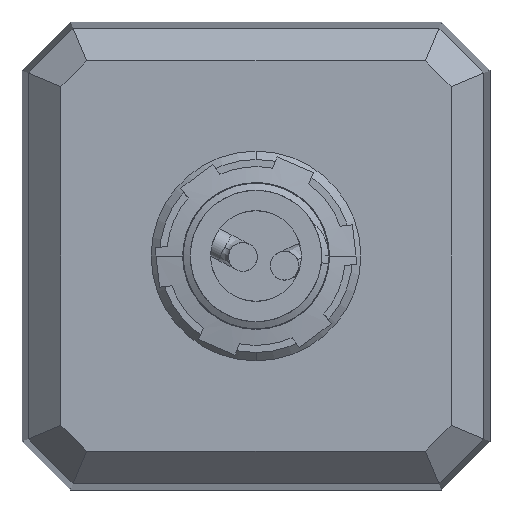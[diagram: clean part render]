
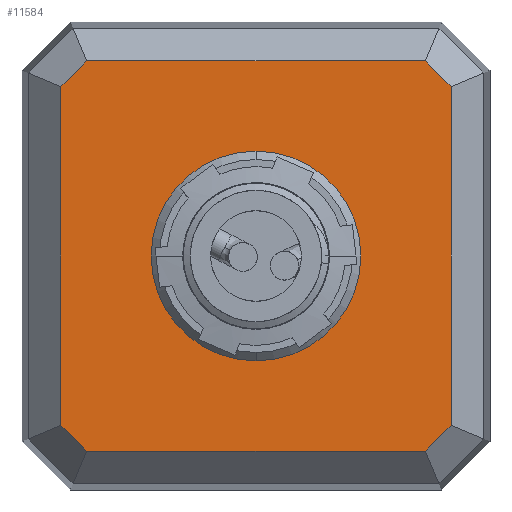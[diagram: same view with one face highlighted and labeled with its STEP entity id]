
A CAD part, front view. The second image highlights one B-rep face of the part: STEP entity #11584.
In plain terms, the highlighted planar face has unit normal (0, -1, 0).
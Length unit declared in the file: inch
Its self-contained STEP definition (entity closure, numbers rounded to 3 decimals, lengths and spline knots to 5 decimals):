
#303 = CARTESIAN_POINT ( 'NONE',  ( -1.3068, 0., 1.395 ) ) ;
#415 = DIRECTION ( 'NONE',  ( 0.707, 0., -0.707 ) ) ;
#607 = LINE ( 'NONE', #9228, #11822 ) ;
#1150 = VECTOR ( 'NONE', #3822, 39.37008 ) ;
#1225 = EDGE_CURVE ( 'NONE', #11529, #16481, #8139, .T. ) ;
#1316 = ORIENTED_EDGE ( 'NONE', *, *, #2424, .F. ) ;
#1398 = CARTESIAN_POINT ( 'NONE',  ( -1.395, 0., -1.21153 ) ) ;
#2115 = DIRECTION ( 'NONE',  ( 0., 0., -1. ) ) ;
#2424 = EDGE_CURVE ( 'NONE', #11406, #8029, #14119, .T. ) ;
#2529 = EDGE_LOOP ( 'NONE', ( #17339, #18347 ) ) ;
#2682 = VECTOR ( 'NONE', #9044, 39.37008 ) ;
#2847 = FACE_OUTER_BOUND ( 'NONE', #14795, .T. ) ;
#3010 = ORIENTED_EDGE ( 'NONE', *, *, #1225, .F. ) ;
#3567 = VERTEX_POINT ( 'NONE', #1398 ) ;
#3764 = VECTOR ( 'NONE', #2115, 39.37008 ) ;
#3822 = DIRECTION ( 'NONE',  ( 0., 0., 1. ) ) ;
#3866 = CARTESIAN_POINT ( 'NONE',  ( -1.395, 0., 1.21153 ) ) ;
#4321 = CARTESIAN_POINT ( 'NONE',  ( 0., 0., 0. ) ) ;
#5084 = CIRCLE ( 'NONE', #5577, 0.75 ) ;
#5110 = EDGE_CURVE ( 'NONE', #14995, #3567, #16813, .T. ) ;
#5288 = AXIS2_PLACEMENT_3D ( 'NONE', #4321, #5805, #16137 ) ;
#5317 = CARTESIAN_POINT ( 'NONE',  ( 0., 0., 0.75 ) ) ;
#5449 = CIRCLE ( 'NONE', #14154, 0.75 ) ;
#5577 = AXIS2_PLACEMENT_3D ( 'NONE', #8499, #18807, #9964 ) ;
#5709 = EDGE_CURVE ( 'NONE', #3567, #11406, #16793, .T. ) ;
#5805 = DIRECTION ( 'NONE',  ( 0., 1., 0. ) ) ;
#6131 = VECTOR ( 'NONE', #12009, 39.37008 ) ;
#6270 = VECTOR ( 'NONE', #6674, 39.37008 ) ;
#6620 = ORIENTED_EDGE ( 'NONE', *, *, #5110, .F. ) ;
#6674 = DIRECTION ( 'NONE',  ( 0.707, 0., 0.707 ) ) ;
#6725 = CARTESIAN_POINT ( 'NONE',  ( -1.395, 0., 0. ) ) ;
#7698 = CARTESIAN_POINT ( 'NONE',  ( 0., 0., -1.395 ) ) ;
#8029 = VERTEX_POINT ( 'NONE', #18825 ) ;
#8139 = LINE ( 'NONE', #12374, #3764 ) ;
#8174 = CARTESIAN_POINT ( 'NONE',  ( 0., 0., 0. ) ) ;
#8499 = CARTESIAN_POINT ( 'NONE',  ( 0., 0., 0. ) ) ;
#9028 = VERTEX_POINT ( 'NONE', #5317 ) ;
#9044 = DIRECTION ( 'NONE',  ( 1., 0., 0. ) ) ;
#9047 = ORIENTED_EDGE ( 'NONE', *, *, #18984, .F. ) ;
#9228 = CARTESIAN_POINT ( 'NONE',  ( 1.21153, 0., 1.395 ) ) ;
#9512 = ORIENTED_EDGE ( 'NONE', *, *, #5709, .F. ) ;
#9563 = CARTESIAN_POINT ( 'NONE',  ( 1.21153, 0., 1.395 ) ) ;
#9569 = LINE ( 'NONE', #7698, #6131 ) ;
#9634 = CARTESIAN_POINT ( 'NONE',  ( -1.395, 0., 1.21153 ) ) ;
#9645 = DIRECTION ( 'NONE',  ( 0., 0., 1. ) ) ;
#9766 = CARTESIAN_POINT ( 'NONE',  ( -1.21153, 0., -1.395 ) ) ;
#9964 = DIRECTION ( 'NONE',  ( 0., 0., 1. ) ) ;
#10021 = LINE ( 'NONE', #303, #2682 ) ;
#10100 = VERTEX_POINT ( 'NONE', #17177 ) ;
#10134 = DIRECTION ( 'NONE',  ( -0.707, 0., -0.707 ) ) ;
#10665 = FACE_BOUND ( 'NONE', #2529, .T. ) ;
#10931 = CARTESIAN_POINT ( 'NONE',  ( 0., 0., -0.75 ) ) ;
#11168 = EDGE_CURVE ( 'NONE', #12934, #11529, #607, .T. ) ;
#11222 = VECTOR ( 'NONE', #10134, 39.37008 ) ;
#11406 = VERTEX_POINT ( 'NONE', #3866 ) ;
#11529 = VERTEX_POINT ( 'NONE', #17283 ) ;
#11584 = ADVANCED_FACE ( 'NONE', ( #10665, #2847 ), #17548, .F. ) ;
#11822 = VECTOR ( 'NONE', #415, 39.37008 ) ;
#11899 = ORIENTED_EDGE ( 'NONE', *, *, #17520, .F. ) ;
#12009 = DIRECTION ( 'NONE',  ( -1., 0., 0. ) ) ;
#12374 = CARTESIAN_POINT ( 'NONE',  ( 1.395, 0., 0. ) ) ;
#12729 = DIRECTION ( 'NONE',  ( -0.707, 0., 0.707 ) ) ;
#12871 = VECTOR ( 'NONE', #12729, 39.37008 ) ;
#12934 = VERTEX_POINT ( 'NONE', #9563 ) ;
#13391 = ORIENTED_EDGE ( 'NONE', *, *, #19027, .F. ) ;
#13963 = EDGE_CURVE ( 'NONE', #17972, #9028, #5084, .T. ) ;
#14119 = LINE ( 'NONE', #9634, #6270 ) ;
#14154 = AXIS2_PLACEMENT_3D ( 'NONE', #8174, #18492, #9645 ) ;
#14721 = LINE ( 'NONE', #16034, #11222 ) ;
#14795 = EDGE_LOOP ( 'NONE', ( #1316, #9512, #6620, #13391, #11899, #3010, #17353, #9047 ) ) ;
#14995 = VERTEX_POINT ( 'NONE', #15659 ) ;
#15659 = CARTESIAN_POINT ( 'NONE',  ( -1.21153, 0., -1.395 ) ) ;
#16034 = CARTESIAN_POINT ( 'NONE',  ( 1.395, 0., -1.21153 ) ) ;
#16137 = DIRECTION ( 'NONE',  ( 0., 0., 1. ) ) ;
#16195 = CARTESIAN_POINT ( 'NONE',  ( 1.395, 0., -1.21153 ) ) ;
#16481 = VERTEX_POINT ( 'NONE', #16195 ) ;
#16788 = EDGE_CURVE ( 'NONE', #9028, #17972, #5449, .T. ) ;
#16793 = LINE ( 'NONE', #6725, #1150 ) ;
#16813 = LINE ( 'NONE', #9766, #12871 ) ;
#17177 = CARTESIAN_POINT ( 'NONE',  ( 1.21153, 0., -1.395 ) ) ;
#17283 = CARTESIAN_POINT ( 'NONE',  ( 1.395, 0., 1.21153 ) ) ;
#17339 = ORIENTED_EDGE ( 'NONE', *, *, #16788, .F. ) ;
#17353 = ORIENTED_EDGE ( 'NONE', *, *, #11168, .F. ) ;
#17520 = EDGE_CURVE ( 'NONE', #16481, #10100, #14721, .T. ) ;
#17548 = PLANE ( 'NONE',  #5288 ) ;
#17972 = VERTEX_POINT ( 'NONE', #10931 ) ;
#18347 = ORIENTED_EDGE ( 'NONE', *, *, #13963, .F. ) ;
#18492 = DIRECTION ( 'NONE',  ( 0., -1., 0. ) ) ;
#18807 = DIRECTION ( 'NONE',  ( 0., -1., 0. ) ) ;
#18825 = CARTESIAN_POINT ( 'NONE',  ( -1.21153, 0., 1.395 ) ) ;
#18984 = EDGE_CURVE ( 'NONE', #8029, #12934, #10021, .T. ) ;
#19027 = EDGE_CURVE ( 'NONE', #10100, #14995, #9569, .T. ) ;
